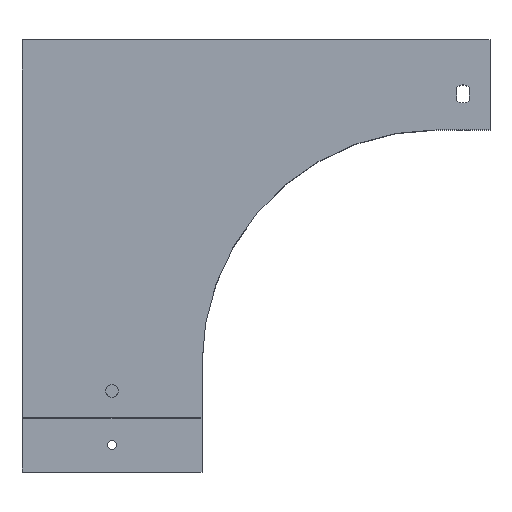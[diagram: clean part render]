
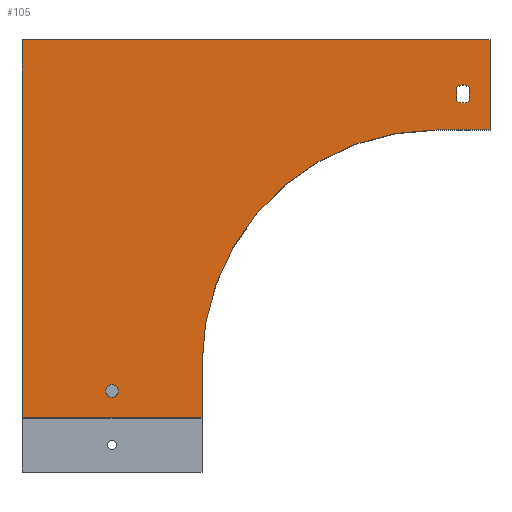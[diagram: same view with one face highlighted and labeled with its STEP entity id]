
A CAD part, top view. The second image highlights one B-rep face of the part: STEP entity #105.
In plain terms, the highlighted planar face has unit normal (0, 0, 1).
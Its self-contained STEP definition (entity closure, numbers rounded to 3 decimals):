
#27 = EDGE_LOOP ( 'NONE', ( #383, #389, #380, #379, #382, #381, #377 ) ) ;
#29 = EDGE_LOOP ( 'NONE', ( #376 ) ) ;
#36 = DIRECTION ( 'NONE',  ( 0., 1., 0. ) ) ;
#38 = CARTESIAN_POINT ( 'NONE',  ( 0., 0., 1. ) ) ;
#39 = CARTESIAN_POINT ( 'NONE',  ( 100., 0., 1. ) ) ;
#40 = CARTESIAN_POINT ( 'NONE',  ( 245., 180., 1. ) ) ;
#41 = DIRECTION ( 'NONE',  ( 0., 0., 1. ) ) ;
#42 = DIRECTION ( 'NONE',  ( 1., 0., 0. ) ) ;
#43 = CARTESIAN_POINT ( 'NONE',  ( 248.5, 176.429, 1. ) ) ;
#44 = DIRECTION ( 'NONE',  ( 0., 1., 0. ) ) ;
#62 = DIRECTION ( 'NONE',  ( 1., 0., 0. ) ) ;
#77 = CARTESIAN_POINT ( 'NONE',  ( 230., 30., 1. ) ) ;
#78 = DIRECTION ( 'NONE',  ( 0., 0., -1. ) ) ;
#79 = DIRECTION ( 'NONE',  ( 1., 0., 0. ) ) ;
#105 = ADVANCED_FACE ( 'NONE', ( #126, #115, #121 ), #1319, .T. ) ;
#115 = FACE_OUTER_BOUND ( 'NONE', #27, .T. ) ;
#121 = FACE_BOUND ( 'NONE', #29, .T. ) ;
#126 = FACE_BOUND ( 'NONE', #730, .T. ) ;
#191 = VERTEX_POINT ( 'NONE', #693 ) ;
#376 = ORIENTED_EDGE ( 'NONE', *, *, #992, .T. ) ;
#377 = ORIENTED_EDGE ( 'NONE', *, *, #991, .T. ) ;
#379 = ORIENTED_EDGE ( 'NONE', *, *, #987, .T. ) ;
#380 = ORIENTED_EDGE ( 'NONE', *, *, #1048, .T. ) ;
#381 = ORIENTED_EDGE ( 'NONE', *, *, #985, .T. ) ;
#382 = ORIENTED_EDGE ( 'NONE', *, *, #986, .T. ) ;
#383 = ORIENTED_EDGE ( 'NONE', *, *, #1030, .T. ) ;
#386 = ORIENTED_EDGE ( 'NONE', *, *, #983, .F. ) ;
#387 = ORIENTED_EDGE ( 'NONE', *, *, #990, .F. ) ;
#388 = ORIENTED_EDGE ( 'NONE', *, *, #998, .F. ) ;
#389 = ORIENTED_EDGE ( 'NONE', *, *, #999, .T. ) ;
#395 = ORIENTED_EDGE ( 'NONE', *, *, #1002, .F. ) ;
#522 = LINE ( 'NONE', #789, #524 ) ;
#523 = LINE ( 'NONE', #788, #763 ) ;
#524 = VECTOR ( 'NONE', #784, 1000. ) ;
#549 = CIRCLE ( 'NONE', #1134, 5. ) ;
#615 = VERTEX_POINT ( 'NONE', #1356 ) ;
#616 = VERTEX_POINT ( 'NONE', #1355 ) ;
#617 = VERTEX_POINT ( 'NONE', #1354 ) ;
#618 = VERTEX_POINT ( 'NONE', #1353 ) ;
#620 = VERTEX_POINT ( 'NONE', #1351 ) ;
#640 = VERTEX_POINT ( 'NONE', #1334 ) ;
#651 = VECTOR ( 'NONE', #36, 1000. ) ;
#652 = LINE ( 'NONE', #39, #651 ) ;
#656 = VECTOR ( 'NONE', #44, 1000. ) ;
#657 = CIRCLE ( 'NONE', #1130, 5. ) ;
#660 = LINE ( 'NONE', #43, #656 ) ;
#693 = CARTESIAN_POINT ( 'NONE',  ( 46.5, 15., 1. ) ) ;
#730 = EDGE_LOOP ( 'NONE', ( #386, #395, #388, #387 ) ) ;
#752 = VECTOR ( 'NONE', #796, 1000. ) ;
#754 = LINE ( 'NONE', #793, #759 ) ;
#756 = CIRCLE ( 'NONE', #1132, 3.5 ) ;
#759 = VECTOR ( 'NONE', #803, 1000. ) ;
#762 = LINE ( 'NONE', #800, #767 ) ;
#763 = VECTOR ( 'NONE', #794, 1000. ) ;
#765 = LINE ( 'NONE', #795, #752 ) ;
#767 = VECTOR ( 'NONE', #802, 1000. ) ;
#784 = DIRECTION ( 'NONE',  ( -1., 0., 0. ) ) ;
#785 = CARTESIAN_POINT ( 'NONE',  ( 245., 180., 1. ) ) ;
#786 = DIRECTION ( 'NONE',  ( 0., 0., 1. ) ) ;
#787 = DIRECTION ( 'NONE',  ( 1., 0., 0. ) ) ;
#788 = CARTESIAN_POINT ( 'NONE',  ( 260., 210., 1. ) ) ;
#789 = CARTESIAN_POINT ( 'NONE',  ( 0., 210., 1. ) ) ;
#793 = CARTESIAN_POINT ( 'NONE',  ( 0., 210., 1. ) ) ;
#794 = DIRECTION ( 'NONE',  ( 0., 1., 0. ) ) ;
#795 = CARTESIAN_POINT ( 'NONE',  ( 260., 160., 1. ) ) ;
#796 = DIRECTION ( 'NONE',  ( 1., 0., 0. ) ) ;
#800 = CARTESIAN_POINT ( 'NONE',  ( 241.5, 176.429, 1. ) ) ;
#802 = DIRECTION ( 'NONE',  ( 0., -1., 0. ) ) ;
#803 = DIRECTION ( 'NONE',  ( 0., -1., 0. ) ) ;
#805 = CARTESIAN_POINT ( 'NONE',  ( 50., 15., 1. ) ) ;
#806 = DIRECTION ( 'NONE',  ( 0., 0., -1. ) ) ;
#807 = DIRECTION ( 'NONE',  ( -1., 0., 0. ) ) ;
#821 = CIRCLE ( 'NONE', #1128, 130. ) ;
#824 = LINE ( 'NONE', #38, #825 ) ;
#825 = VECTOR ( 'NONE', #62, 1000. ) ;
#857 = VERTEX_POINT ( 'NONE', #1307 ) ;
#858 = VERTEX_POINT ( 'NONE', #1306 ) ;
#864 = VERTEX_POINT ( 'NONE', #1300 ) ;
#865 = VERTEX_POINT ( 'NONE', #1299 ) ;
#866 = VERTEX_POINT ( 'NONE', #1298 ) ;
#983 = EDGE_CURVE ( 'NONE', #865, #866, #549, .T. ) ;
#985 = EDGE_CURVE ( 'NONE', #618, #617, #522, .T. ) ;
#986 = EDGE_CURVE ( 'NONE', #615, #618, #523, .T. ) ;
#987 = EDGE_CURVE ( 'NONE', #640, #615, #765, .T. ) ;
#990 = EDGE_CURVE ( 'NONE', #866, #857, #762, .T. ) ;
#991 = EDGE_CURVE ( 'NONE', #617, #858, #754, .T. ) ;
#992 = EDGE_CURVE ( 'NONE', #191, #191, #756, .T. ) ;
#998 = EDGE_CURVE ( 'NONE', #857, #864, #657, .T. ) ;
#999 = EDGE_CURVE ( 'NONE', #616, #620, #652, .T. ) ;
#1002 = EDGE_CURVE ( 'NONE', #864, #865, #660, .T. ) ;
#1030 = EDGE_CURVE ( 'NONE', #858, #616, #824, .T. ) ;
#1048 = EDGE_CURVE ( 'NONE', #620, #640, #821, .T. ) ;
#1099 = AXIS2_PLACEMENT_3D ( 'NONE', #1274, #1166, #1261 ) ;
#1128 = AXIS2_PLACEMENT_3D ( 'NONE', #77, #78, #79 ) ;
#1130 = AXIS2_PLACEMENT_3D ( 'NONE', #40, #41, #42 ) ;
#1132 = AXIS2_PLACEMENT_3D ( 'NONE', #805, #806, #807 ) ;
#1134 = AXIS2_PLACEMENT_3D ( 'NONE', #785, #786, #787 ) ;
#1166 = DIRECTION ( 'NONE',  ( 0., 0., 1. ) ) ;
#1261 = DIRECTION ( 'NONE',  ( 1., 0., 0. ) ) ;
#1274 = CARTESIAN_POINT ( 'NONE',  ( 230., 30., 1. ) ) ;
#1298 = CARTESIAN_POINT ( 'NONE',  ( 241.5, 183.571, 1. ) ) ;
#1299 = CARTESIAN_POINT ( 'NONE',  ( 248.5, 183.571, 1. ) ) ;
#1300 = CARTESIAN_POINT ( 'NONE',  ( 248.5, 176.429, 1. ) ) ;
#1306 = CARTESIAN_POINT ( 'NONE',  ( 0., 0., 1. ) ) ;
#1307 = CARTESIAN_POINT ( 'NONE',  ( 241.5, 176.429, 1. ) ) ;
#1319 = PLANE ( 'NONE',  #1099 ) ;
#1334 = CARTESIAN_POINT ( 'NONE',  ( 230., 160., 1. ) ) ;
#1351 = CARTESIAN_POINT ( 'NONE',  ( 100., 30., 1. ) ) ;
#1353 = CARTESIAN_POINT ( 'NONE',  ( 260., 210., 1. ) ) ;
#1354 = CARTESIAN_POINT ( 'NONE',  ( 0., 210., 1. ) ) ;
#1355 = CARTESIAN_POINT ( 'NONE',  ( 100., 0., 1. ) ) ;
#1356 = CARTESIAN_POINT ( 'NONE',  ( 260., 160., 1. ) ) ;
